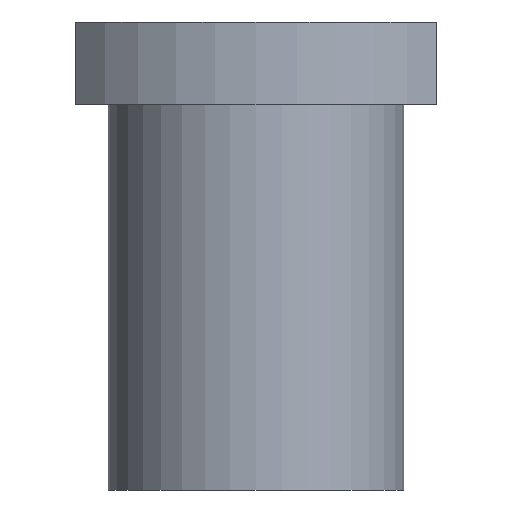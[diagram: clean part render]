
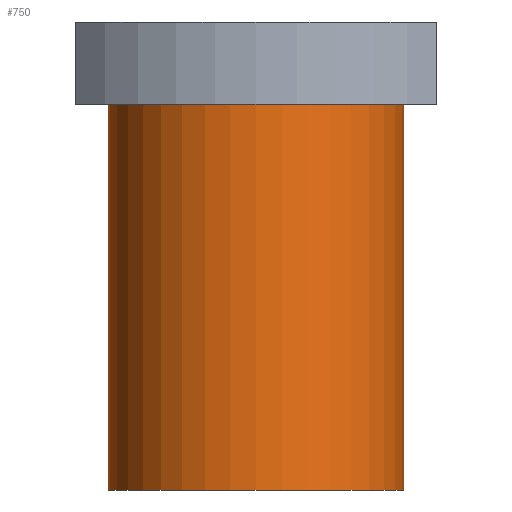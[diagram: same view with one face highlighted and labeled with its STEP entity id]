
A CAD part, front view. The second image highlights one B-rep face of the part: STEP entity #750.
In plain terms, the highlighted cylindrical face has radius 18 mm (diameter 36 mm), a partial arc.
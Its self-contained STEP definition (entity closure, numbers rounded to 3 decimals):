
#16=CARTESIAN_POINT('',(0.,0.,-28.5));
#17=DIRECTION('',(0.,0.,1.));
#18=DIRECTION('',(-1.,0.,0.));
#19=AXIS2_PLACEMENT_3D('',#16,#17,#18);
#264=DIRECTION('',(0.,0.,1.));
#265=VECTOR('',#264,47.);
#266=CARTESIAN_POINT('',(18.,0.,-28.5));
#267=LINE('',#266,#265);
#268=CARTESIAN_POINT('',(0.,0.,18.5));
#269=DIRECTION('',(0.,0.,1.));
#270=DIRECTION('',(-1.,0.,0.));
#271=AXIS2_PLACEMENT_3D('',#268,#269,#270);
#273=DIRECTION('',(0.,0.,1.));
#274=VECTOR('',#273,47.);
#275=CARTESIAN_POINT('',(-18.,0.,-28.5));
#276=LINE('',#275,#274);
#281=CARTESIAN_POINT('',(18.,0.,-28.5));
#282=CARTESIAN_POINT('',(-18.,0.,-28.5));
#283=VERTEX_POINT('',#281);
#284=VERTEX_POINT('',#282);
#353=CARTESIAN_POINT('',(18.,0.,18.5));
#354=CARTESIAN_POINT('',(-18.,0.,18.5));
#355=VERTEX_POINT('',#353);
#356=VERTEX_POINT('',#354);
#739=CARTESIAN_POINT('',(0.,0.,-28.5));
#740=DIRECTION('',(0.,0.,1.));
#741=DIRECTION('',(1.,0.,0.));
#742=AXIS2_PLACEMENT_3D('',#739,#740,#741);
#743=CYLINDRICAL_SURFACE('',#742,18.);
#744=ORIENTED_EDGE('',*,*,#564,.T.);
#745=ORIENTED_EDGE('',*,*,#734,.F.);
#746=ORIENTED_EDGE('',*,*,#364,.F.);
#747=ORIENTED_EDGE('',*,*,#731,.T.);
#748=EDGE_LOOP('',(#744,#745,#746,#747));
#749=FACE_OUTER_BOUND('',#748,.F.);
#750=ADVANCED_FACE('',(#749),#743,.T.);
#20=CIRCLE('',#19,18.);
#272=CIRCLE('',#271,18.);
#364=EDGE_CURVE('',#284,#283,#20,.T.);
#564=EDGE_CURVE('',#356,#355,#272,.T.);
#731=EDGE_CURVE('',#284,#356,#276,.T.);
#734=EDGE_CURVE('',#283,#355,#267,.T.);
